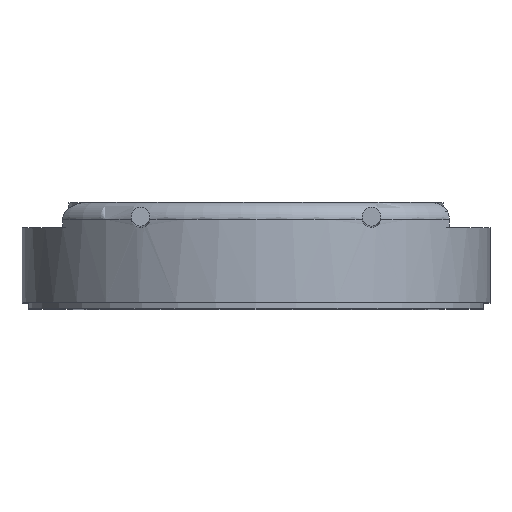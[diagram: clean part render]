
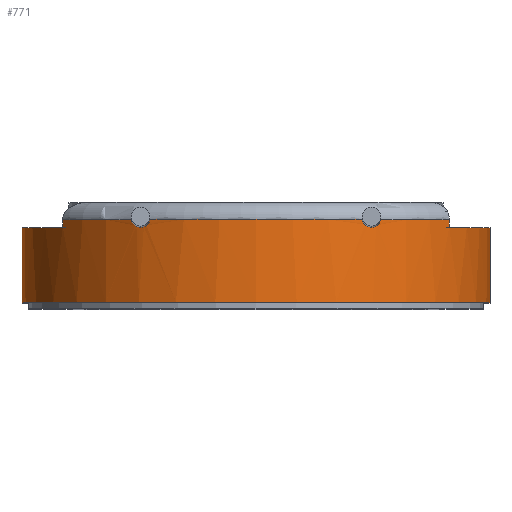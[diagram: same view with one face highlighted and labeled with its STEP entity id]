
A CAD part, top view. The second image highlights one B-rep face of the part: STEP entity #771.
In plain terms, the highlighted cylindrical face has radius 7.5 mm (diameter 15 mm), a partial arc.
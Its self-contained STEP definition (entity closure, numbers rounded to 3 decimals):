
#46=CARTESIAN_POINT('',(0.,2.8,4.5));
#47=DIRECTION('',(0.,-1.,0.));
#48=DIRECTION('',(-0.826,0.,0.564));
#49=AXIS2_PLACEMENT_3D('',#46,#47,#48);
#56=CARTESIAN_POINT('',(0.,2.8,4.5));
#57=DIRECTION('',(0.,-1.,0.));
#58=DIRECTION('',(1.,0.,0.));
#59=AXIS2_PLACEMENT_3D('',#56,#57,#58);
#145=DIRECTION('',(0.,-1.,0.));
#146=VECTOR('',#145,0.25);
#147=CARTESIAN_POINT('',(6.194,3.05,8.729));
#148=LINE('',#147,#146);
#149=DIRECTION('',(0.,-1.,0.));
#150=VECTOR('',#149,2.4);
#151=CARTESIAN_POINT('',(7.5,2.8,4.5));
#152=LINE('',#151,#150);
#153=DIRECTION('',(0.,1.,0.));
#154=VECTOR('',#153,2.4);
#155=CARTESIAN_POINT('',(-7.5,0.4,4.5));
#156=LINE('',#155,#154);
#157=DIRECTION('',(0.,1.,0.));
#158=VECTOR('',#157,0.25);
#159=CARTESIAN_POINT('',(-6.194,2.8,8.729));
#160=LINE('',#159,#158);
#161=CARTESIAN_POINT('',(0.,3.05,4.5));
#162=DIRECTION('',(0.,-1.,0.));
#163=DIRECTION('',(0.826,0.,0.564));
#164=AXIS2_PLACEMENT_3D('',#161,#162,#163);
#180=CARTESIAN_POINT('',(0.,3.05,4.5));
#181=DIRECTION('',(0.,-1.,0.));
#182=DIRECTION('',(0.454,0.,0.891));
#183=AXIS2_PLACEMENT_3D('',#180,#181,#182);
#199=CARTESIAN_POINT('',(0.,3.05,4.5));
#200=DIRECTION('',(0.,-1.,0.));
#201=DIRECTION('',(-0.533,0.,0.846));
#202=AXIS2_PLACEMENT_3D('',#199,#200,#201);
#226=CARTESIAN_POINT('',(3.994,3.05,10.848));
#227=CARTESIAN_POINT('',(3.992,3.034,10.85));
#228=CARTESIAN_POINT('',(3.983,3.,10.855));
#229=CARTESIAN_POINT('',(3.962,2.953,10.868));
#230=CARTESIAN_POINT('',(3.931,2.908,10.887));
#231=CARTESIAN_POINT('',(3.891,2.868,10.912));
#232=CARTESIAN_POINT('',(3.843,2.835,10.941));
#233=CARTESIAN_POINT('',(3.788,2.812,10.973));
#234=CARTESIAN_POINT('',(3.729,2.799,11.007));
#235=CARTESIAN_POINT('',(3.668,2.8,11.042));
#236=CARTESIAN_POINT('',(3.61,2.811,11.074));
#237=CARTESIAN_POINT('',(3.556,2.834,11.104));
#238=CARTESIAN_POINT('',(3.508,2.866,11.129));
#239=CARTESIAN_POINT('',(3.468,2.905,11.15));
#240=CARTESIAN_POINT('',(3.437,2.95,11.166));
#241=CARTESIAN_POINT('',(3.415,2.999,11.178));
#242=CARTESIAN_POINT('',(3.406,3.033,11.182));
#243=CARTESIAN_POINT('',(3.403,3.05,11.184));
#285=CARTESIAN_POINT('',(-3.403,3.05,11.184));
#286=CARTESIAN_POINT('',(-3.406,3.033,11.182));
#287=CARTESIAN_POINT('',(-3.415,2.999,11.178));
#288=CARTESIAN_POINT('',(-3.437,2.95,11.166));
#289=CARTESIAN_POINT('',(-3.468,2.905,11.15));
#290=CARTESIAN_POINT('',(-3.508,2.866,11.129));
#291=CARTESIAN_POINT('',(-3.555,2.834,11.104));
#292=CARTESIAN_POINT('',(-3.609,2.812,11.075));
#293=CARTESIAN_POINT('',(-3.668,2.8,11.042));
#294=CARTESIAN_POINT('',(-3.729,2.799,11.008));
#295=CARTESIAN_POINT('',(-3.788,2.812,10.973));
#296=CARTESIAN_POINT('',(-3.843,2.835,10.941));
#297=CARTESIAN_POINT('',(-3.891,2.868,10.912));
#298=CARTESIAN_POINT('',(-3.931,2.907,10.887));
#299=CARTESIAN_POINT('',(-3.962,2.952,10.868));
#300=CARTESIAN_POINT('',(-3.983,3.,10.855));
#301=CARTESIAN_POINT('',(-3.992,3.034,10.85));
#302=CARTESIAN_POINT('',(-3.994,3.05,10.848));
#373=CARTESIAN_POINT('',(0.,0.4,4.5));
#374=DIRECTION('',(0.,1.,0.));
#375=DIRECTION('',(-1.,0.,0.));
#376=AXIS2_PLACEMENT_3D('',#373,#374,#375);
#491=CARTESIAN_POINT('',(-6.194,2.8,8.729));
#493=VERTEX_POINT('',#491);
#494=CARTESIAN_POINT('',(-7.5,2.8,4.5));
#495=VERTEX_POINT('',#494);
#500=CARTESIAN_POINT('',(7.5,2.8,4.5));
#501=VERTEX_POINT('',#500);
#502=CARTESIAN_POINT('',(6.194,2.8,8.729));
#503=VERTEX_POINT('',#502);
#506=CARTESIAN_POINT('',(-6.194,3.05,8.729));
#508=VERTEX_POINT('',#506);
#522=CARTESIAN_POINT('',(6.194,3.05,8.729));
#523=VERTEX_POINT('',#522);
#526=CARTESIAN_POINT('',(3.994,3.05,10.848));
#527=VERTEX_POINT('',#526);
#528=CARTESIAN_POINT('',(7.5,0.4,4.5));
#529=VERTEX_POINT('',#528);
#530=CARTESIAN_POINT('',(-7.5,0.4,4.5));
#531=VERTEX_POINT('',#530);
#532=CARTESIAN_POINT('',(-3.994,3.05,10.848));
#533=VERTEX_POINT('',#532);
#534=VERTEX_POINT('',#285);
#535=CARTESIAN_POINT('',(3.403,3.05,11.184));
#536=VERTEX_POINT('',#535);
#744=CARTESIAN_POINT('',(0.,0.,4.5));
#745=DIRECTION('',(0.,1.,0.));
#746=DIRECTION('',(1.,0.,0.));
#747=AXIS2_PLACEMENT_3D('',#744,#745,#746);
#748=CYLINDRICAL_SURFACE('',#747,7.5);
#750=ORIENTED_EDGE('',*,*,#749,.F.);
#751=ORIENTED_EDGE('',*,*,#723,.T.);
#752=ORIENTED_EDGE('',*,*,#640,.F.);
#754=ORIENTED_EDGE('',*,*,#753,.T.);
#756=ORIENTED_EDGE('',*,*,#755,.F.);
#758=ORIENTED_EDGE('',*,*,#757,.T.);
#759=ORIENTED_EDGE('',*,*,#632,.F.);
#760=ORIENTED_EDGE('',*,*,#660,.T.);
#762=ORIENTED_EDGE('',*,*,#761,.F.);
#764=ORIENTED_EDGE('',*,*,#763,.F.);
#766=ORIENTED_EDGE('',*,*,#765,.F.);
#768=ORIENTED_EDGE('',*,*,#767,.F.);
#769=EDGE_LOOP('',(#750,#751,#752,#754,#756,#758,#759,#760,#762,#764,#766,
#768));
#770=FACE_OUTER_BOUND('',#769,.F.);
#771=ADVANCED_FACE('',(#770),#748,.T.);
#50=CIRCLE('',#49,7.5);
#60=CIRCLE('',#59,7.5);
#165=CIRCLE('',#164,7.5);
#184=CIRCLE('',#183,7.5);
#203=CIRCLE('',#202,7.5);
#244=B_SPLINE_CURVE_WITH_KNOTS('',3,(#226,#227,#228,#229,#230,#231,#232,#233,
#234,#235,#236,#237,#238,#239,#240,#241,#242,#243),.UNSPECIFIED.,.F.,.F.,(4,1,1,
1,1,1,1,1,1,1,1,1,1,1,1,4),(0.,0.067,0.133,0.2,
0.267,0.333,0.4,0.467,0.533,
0.6,0.667,0.733,0.8,0.867,
0.933,1.),.UNSPECIFIED.);
#303=B_SPLINE_CURVE_WITH_KNOTS('',3,(#285,#286,#287,#288,#289,#290,#291,#292,
#293,#294,#295,#296,#297,#298,#299,#300,#301,#302),.UNSPECIFIED.,.F.,.F.,(4,1,1,
1,1,1,1,1,1,1,1,1,1,1,1,4),(0.,0.067,0.133,0.2,
0.267,0.333,0.4,0.467,0.533,
0.6,0.667,0.733,0.8,0.867,
0.933,1.),.UNSPECIFIED.);
#377=CIRCLE('',#376,7.5);
#632=EDGE_CURVE('',#493,#495,#50,.T.);
#640=EDGE_CURVE('',#501,#503,#60,.T.);
#660=EDGE_CURVE('',#493,#508,#160,.T.);
#723=EDGE_CURVE('',#523,#503,#148,.T.);
#749=EDGE_CURVE('',#523,#527,#165,.T.);
#753=EDGE_CURVE('',#501,#529,#152,.T.);
#755=EDGE_CURVE('',#531,#529,#377,.T.);
#757=EDGE_CURVE('',#531,#495,#156,.T.);
#761=EDGE_CURVE('',#533,#508,#203,.T.);
#763=EDGE_CURVE('',#534,#533,#303,.T.);
#765=EDGE_CURVE('',#536,#534,#184,.T.);
#767=EDGE_CURVE('',#527,#536,#244,.T.);
